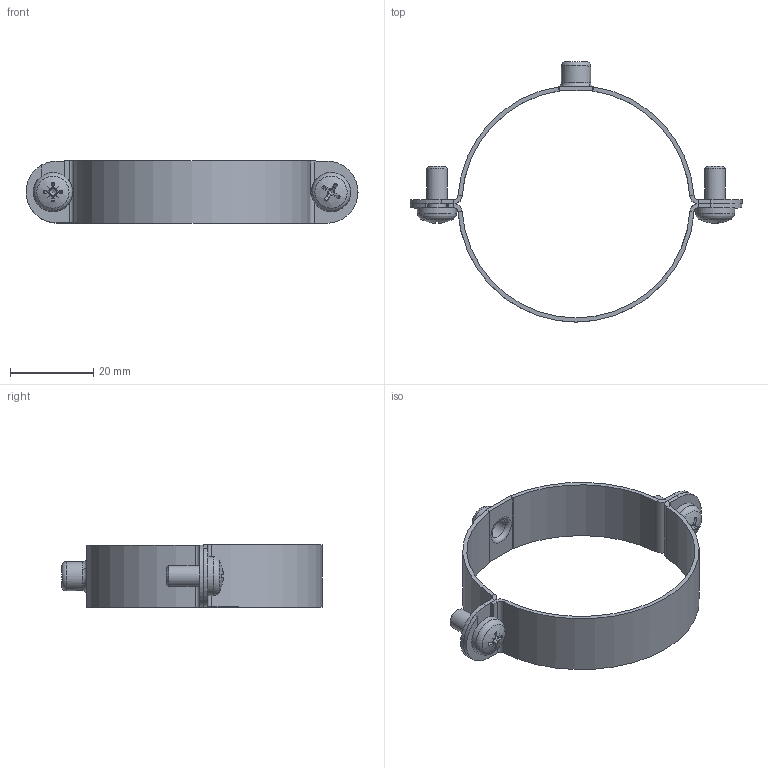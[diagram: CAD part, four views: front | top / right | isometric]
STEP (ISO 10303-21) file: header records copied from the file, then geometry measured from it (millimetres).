
FILE_DESCRIPTION(/* description */ (''),/* implementation_level */ '2;1');
FILE_NAME(/* name */ 'KSA55.stp',/* time_stamp */ '2020-12-04T10:00:20+01:00',/* author */ ('stanislaw.luczak'),/* organization */ (''),/* preprocessor_version */ 'ST-DEVELOPER v18.1',/* originating_system */ 'Autodesk Inventor 2021',/* authorisation */ '');
FILE_SCHEMA (('AUTOMOTIVE_DESIGN { 1 0 10303 214 3 1 1 }'));
Length unit declared in the file: millimetre
Products named in the file (5): KSA55; KSA55 góra; KSA55 dół; ISO 7045 - M5 x 10 - 4.8 - H; ISO 7045 - M5 x 10 - 4.8 - Z
Assembly tree (4 placements, depth 2):
  KSA55
    KSA55 góra
    KSA55 dół
    ISO 7045 - M5 x 10 - 4.8 - H
    ISO 7045 - M5 x 10 - 4.8 - Z
Bounding box: 80 x 62.71 x 15.07 mm (x, y, z)
Volume: 3956.6 mm3; surface area: 7673.9 mm2
Topology: 4 solids, 4 shells, 150 faces, 379 edges, 239 vertices
Faces by surface type: plane 70, cylinder 34, cone 28, torus 14, bspline 2, sphere 2
Full cylindrical faces by diameter (mm): 4.134 x2, 4.567 x2, 4.917 x1, 5 x2, 5.5 x1, 7 x1
Entity records: 5138 total; most frequent: CARTESIAN_POINT 1380, DIRECTION 782, ORIENTED_EDGE 754, EDGE_CURVE 377, AXIS2_PLACEMENT_3D 325, VERTEX_POINT 239, EDGE_LOOP 162, CIRCLE 160
